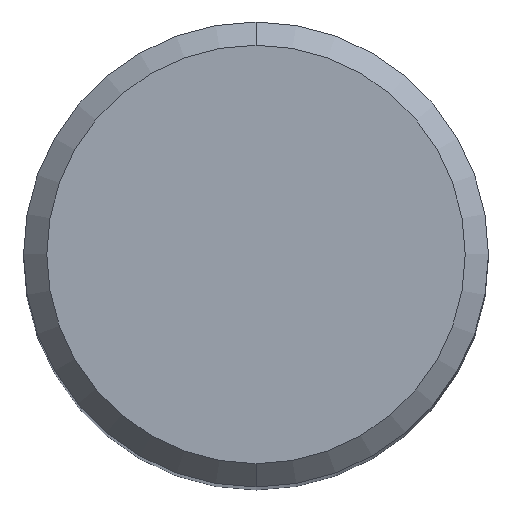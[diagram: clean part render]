
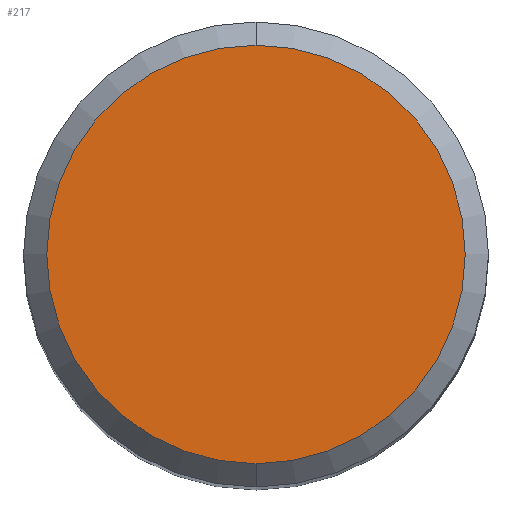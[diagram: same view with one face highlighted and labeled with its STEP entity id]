
A CAD part, top view. The second image highlights one B-rep face of the part: STEP entity #217.
In plain terms, the highlighted planar face has unit normal (0, 0, 1).
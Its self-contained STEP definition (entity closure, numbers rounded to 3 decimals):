
#193=EDGE_CURVE('',#195,#315,#500,.T.);
#195=VERTEX_POINT('',#502);
#217=ADVANCED_FACE('',(#527),#528,.T.);
#315=VERTEX_POINT('',#639);
#363=EDGE_CURVE('',#315,#195,#691,.T.);
#500=CIRCLE('',#851,5.4);
#502=CARTESIAN_POINT('',(0.,-5.4,0.0));
#527=FACE_OUTER_BOUND('',#900,.T.);
#528=PLANE('',#901);
#639=CARTESIAN_POINT('',(0.0,5.4,0.0));
#691=CIRCLE('',#1285,5.4);
#851=AXIS2_PLACEMENT_3D('',#1514,#1515,#1516);
#900=EDGE_LOOP('',(#1550,#1551));
#901=AXIS2_PLACEMENT_3D('',#1552,#1553,#1554);
#1285=AXIS2_PLACEMENT_3D('',#1750,#1751,#1752);
#1514=CARTESIAN_POINT('',(0.0,0.0,0.0));
#1515=DIRECTION('',(0.0,0.0,-1.0));
#1516=DIRECTION('',(0.0,1.0,0.0));
#1550=ORIENTED_EDGE('',*,*,#363,.F.);
#1551=ORIENTED_EDGE('',*,*,#193,.F.);
#1552=CARTESIAN_POINT('',(0.0,2.7,0.0));
#1553=DIRECTION('',(-0.0,0.0,1.0));
#1554=DIRECTION('',(0.0,-1.0,0.0));
#1750=CARTESIAN_POINT('',(0.0,0.0,0.0));
#1751=DIRECTION('',(0.0,0.0,-1.0));
#1752=DIRECTION('',(0.0,1.0,0.0));
